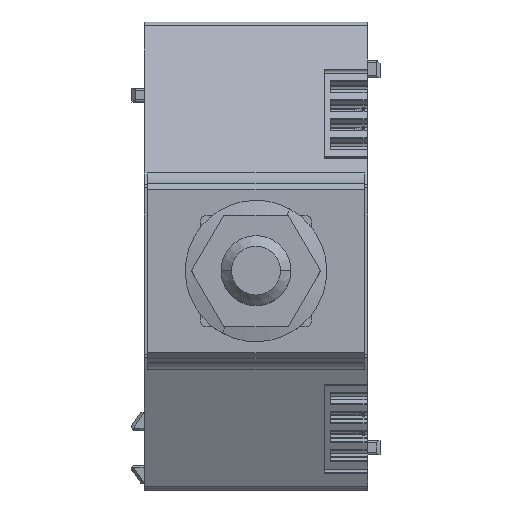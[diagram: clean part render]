
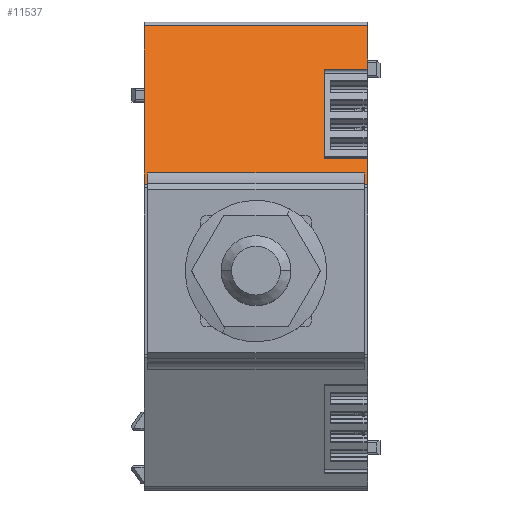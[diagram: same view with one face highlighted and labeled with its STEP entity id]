
A CAD part, top view. The second image highlights one B-rep face of the part: STEP entity #11537.
In plain terms, the highlighted planar face has unit normal (0, 0.478, 0.878).
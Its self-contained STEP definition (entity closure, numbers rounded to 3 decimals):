
#11517=AXIS2_PLACEMENT_3D('Plane Axis2P3D',#11514,#11515,#11516) ;
#442=CARTESIAN_POINT('Line Origine',(18.19,43.701,28.428)) ;
#446=CARTESIAN_POINT('Vertex',(1.8,43.701,28.428)) ;
#448=CARTESIAN_POINT('Vertex',(2.3,43.701,28.428)) ;
#2478=CARTESIAN_POINT('Vertex',(1.8,66.478,16.041)) ;
#2481=CARTESIAN_POINT('Line Origine',(17.8,66.478,16.041)) ;
#2485=CARTESIAN_POINT('Vertex',(33.8,66.478,16.041)) ;
#3310=CARTESIAN_POINT('Line Origine',(33.8,63.364,17.735)) ;
#3314=CARTESIAN_POINT('Vertex',(33.8,60.25,19.428)) ;
#3447=CARTESIAN_POINT('Vertex',(33.8,47.599,26.308)) ;
#3450=CARTESIAN_POINT('Line Origine',(33.8,45.65,27.368)) ;
#3454=CARTESIAN_POINT('Vertex',(33.8,43.701,28.428)) ;
#3870=CARTESIAN_POINT('Vertex',(2.3,45.367,27.523)) ;
#3884=CARTESIAN_POINT('Vertex',(33.3,45.367,27.523)) ;
#3887=CARTESIAN_POINT('Line Origine',(15.75,45.367,27.523)) ;
#3944=CARTESIAN_POINT('Line Origine',(2.3,44.534,27.975)) ;
#3969=CARTESIAN_POINT('Line Origine',(30.7,60.25,19.428)) ;
#3973=CARTESIAN_POINT('Vertex',(27.6,60.25,19.428)) ;
#4004=CARTESIAN_POINT('Vertex',(27.6,47.599,26.308)) ;
#4028=CARTESIAN_POINT('Line Origine',(27.6,53.925,22.868)) ;
#4047=CARTESIAN_POINT('Line Origine',(30.7,47.599,26.308)) ;
#4071=CARTESIAN_POINT('Line Origine',(18.19,43.701,28.428)) ;
#4075=CARTESIAN_POINT('Vertex',(33.3,43.701,28.428)) ;
#4102=CARTESIAN_POINT('Line Origine',(33.3,44.534,27.975)) ;
#11374=CARTESIAN_POINT('Line Origine',(1.8,53.735,22.971)) ;
#11378=CARTESIAN_POINT('Vertex',(1.8,46.374,26.975)) ;
#11380=CARTESIAN_POINT('Vertex',(1.8,61.097,18.968)) ;
#11383=CARTESIAN_POINT('Line Origine',(1.8,63.348,17.743)) ;
#11387=CARTESIAN_POINT('Vertex',(1.8,65.599,16.519)) ;
#11390=CARTESIAN_POINT('Line Origine',(1.8,66.039,16.28)) ;
#11395=CARTESIAN_POINT('Line Origine',(1.8,44.987,27.729)) ;
#11399=CARTESIAN_POINT('Vertex',(1.8,46.273,27.03)) ;
#11402=CARTESIAN_POINT('Line Origine',(1.8,46.323,27.002)) ;
#11514=CARTESIAN_POINT('Axis2P3D Location',(17.8,43.8,28.375)) ;
#443=DIRECTION('Vector Direction',(1.,0.,0.)) ;
#2482=DIRECTION('Vector Direction',(1.,0.,0.)) ;
#3311=DIRECTION('Vector Direction',(0.,-0.878,0.478)) ;
#3451=DIRECTION('Vector Direction',(0.,-0.878,0.478)) ;
#3888=DIRECTION('Vector Direction',(1.,0.,0.)) ;
#3945=DIRECTION('Vector Direction',(0.,0.878,-0.478)) ;
#3970=DIRECTION('Vector Direction',(-1.,0.,0.)) ;
#4029=DIRECTION('Vector Direction',(0.,0.878,-0.478)) ;
#4048=DIRECTION('Vector Direction',(-1.,0.,0.)) ;
#4072=DIRECTION('Vector Direction',(1.,0.,0.)) ;
#4103=DIRECTION('Vector Direction',(0.,0.878,-0.478)) ;
#11375=DIRECTION('Vector Direction',(0.,0.878,-0.478)) ;
#11384=DIRECTION('Vector Direction',(0.,0.878,-0.478)) ;
#11391=DIRECTION('Vector Direction',(0.,-0.878,0.478)) ;
#11396=DIRECTION('Vector Direction',(0.,-0.878,0.478)) ;
#11403=DIRECTION('Vector Direction',(0.,0.878,-0.478)) ;
#11515=DIRECTION('Axis2P3D Direction',(0.,-0.478,-0.878)) ;
#11516=DIRECTION('Axis2P3D XDirection',(0.,0.878,-0.478)) ;
#444=VECTOR('Line Direction',#443,1.) ;
#2483=VECTOR('Line Direction',#2482,1.) ;
#3312=VECTOR('Line Direction',#3311,1.) ;
#3452=VECTOR('Line Direction',#3451,1.) ;
#3889=VECTOR('Line Direction',#3888,1.) ;
#3946=VECTOR('Line Direction',#3945,1.) ;
#3971=VECTOR('Line Direction',#3970,1.) ;
#4030=VECTOR('Line Direction',#4029,1.) ;
#4049=VECTOR('Line Direction',#4048,1.) ;
#4073=VECTOR('Line Direction',#4072,1.) ;
#4104=VECTOR('Line Direction',#4103,1.) ;
#11376=VECTOR('Line Direction',#11375,1.) ;
#11385=VECTOR('Line Direction',#11384,1.) ;
#11392=VECTOR('Line Direction',#11391,1.) ;
#11397=VECTOR('Line Direction',#11396,1.) ;
#11404=VECTOR('Line Direction',#11403,1.) ;
#11520=ORIENTED_EDGE('',*,*,#4106,.F.) ;
#11521=ORIENTED_EDGE('',*,*,#4077,.T.) ;
#11522=ORIENTED_EDGE('',*,*,#3456,.F.) ;
#11523=ORIENTED_EDGE('',*,*,#4051,.T.) ;
#11524=ORIENTED_EDGE('',*,*,#4032,.T.) ;
#11525=ORIENTED_EDGE('',*,*,#3975,.F.) ;
#11526=ORIENTED_EDGE('',*,*,#3316,.F.) ;
#11527=ORIENTED_EDGE('',*,*,#2487,.F.) ;
#11528=ORIENTED_EDGE('',*,*,#11394,.F.) ;
#11529=ORIENTED_EDGE('',*,*,#11389,.F.) ;
#11530=ORIENTED_EDGE('',*,*,#11382,.F.) ;
#11531=ORIENTED_EDGE('',*,*,#11406,.F.) ;
#11532=ORIENTED_EDGE('',*,*,#11401,.F.) ;
#11533=ORIENTED_EDGE('',*,*,#450,.T.) ;
#11534=ORIENTED_EDGE('',*,*,#3948,.F.) ;
#11535=ORIENTED_EDGE('',*,*,#3891,.T.) ;
#11537=ADVANCED_FACE('V1',(#11536),#11518,.F.) ;
#450=EDGE_CURVE('',#447,#449,#445,.T.) ;
#2487=EDGE_CURVE('',#2479,#2486,#2484,.T.) ;
#3316=EDGE_CURVE('',#2486,#3315,#3313,.T.) ;
#3456=EDGE_CURVE('',#3448,#3455,#3453,.T.) ;
#3891=EDGE_CURVE('',#3871,#3885,#3890,.T.) ;
#3948=EDGE_CURVE('',#3871,#449,#3947,.F.) ;
#3975=EDGE_CURVE('',#3315,#3974,#3972,.T.) ;
#4032=EDGE_CURVE('',#4005,#3974,#4031,.T.) ;
#4051=EDGE_CURVE('',#3448,#4005,#4050,.T.) ;
#4077=EDGE_CURVE('',#4076,#3455,#4074,.T.) ;
#4106=EDGE_CURVE('',#4076,#3885,#4105,.T.) ;
#11382=EDGE_CURVE('',#11379,#11381,#11377,.T.) ;
#11389=EDGE_CURVE('',#11381,#11388,#11386,.T.) ;
#11394=EDGE_CURVE('',#11388,#2479,#11393,.F.) ;
#11401=EDGE_CURVE('',#447,#11400,#11398,.F.) ;
#11406=EDGE_CURVE('',#11400,#11379,#11405,.T.) ;
#11519=EDGE_LOOP('',(#11520,#11521,#11522,#11523,#11524,#11525,#11526,#11527,#11528,#11529,#11530,#11531,#11532,#11533,#11534,#11535)) ;
#11536=FACE_OUTER_BOUND('',#11519,.T.) ;
#445=LINE('Line',#442,#444) ;
#2484=LINE('Line',#2481,#2483) ;
#3313=LINE('Line',#3310,#3312) ;
#3453=LINE('Line',#3450,#3452) ;
#3890=LINE('Line',#3887,#3889) ;
#3947=LINE('Line',#3944,#3946) ;
#3972=LINE('Line',#3969,#3971) ;
#4031=LINE('Line',#4028,#4030) ;
#4050=LINE('Line',#4047,#4049) ;
#4074=LINE('Line',#4071,#4073) ;
#4105=LINE('Line',#4102,#4104) ;
#11377=LINE('Line',#11374,#11376) ;
#11386=LINE('Line',#11383,#11385) ;
#11393=LINE('Line',#11390,#11392) ;
#11398=LINE('Line',#11395,#11397) ;
#11405=LINE('Line',#11402,#11404) ;
#11518=PLANE('',#11517) ;
#447=VERTEX_POINT('',#446) ;
#449=VERTEX_POINT('',#448) ;
#2479=VERTEX_POINT('',#2478) ;
#2486=VERTEX_POINT('',#2485) ;
#3315=VERTEX_POINT('',#3314) ;
#3448=VERTEX_POINT('',#3447) ;
#3455=VERTEX_POINT('',#3454) ;
#3871=VERTEX_POINT('',#3870) ;
#3885=VERTEX_POINT('',#3884) ;
#3974=VERTEX_POINT('',#3973) ;
#4005=VERTEX_POINT('',#4004) ;
#4076=VERTEX_POINT('',#4075) ;
#11379=VERTEX_POINT('',#11378) ;
#11381=VERTEX_POINT('',#11380) ;
#11388=VERTEX_POINT('',#11387) ;
#11400=VERTEX_POINT('',#11399) ;
